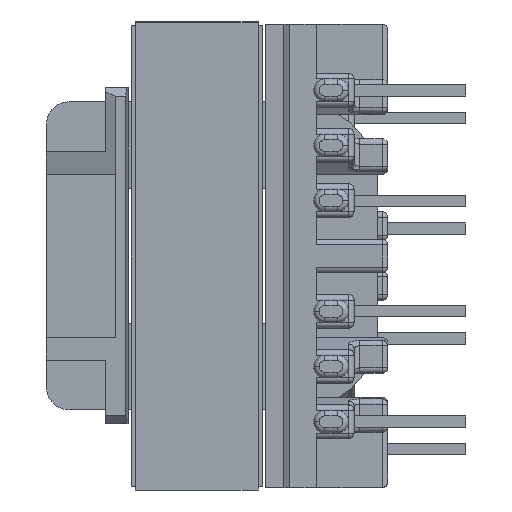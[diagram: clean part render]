
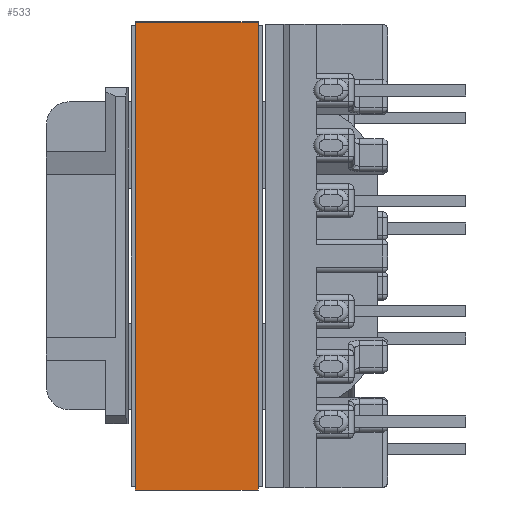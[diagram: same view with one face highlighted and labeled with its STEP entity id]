
A CAD part, left-side view. The second image highlights one B-rep face of the part: STEP entity #533.
In plain terms, the highlighted planar face has unit normal (-1, 0, 0).
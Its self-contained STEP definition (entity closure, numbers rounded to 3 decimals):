
#518 = ORIENTED_EDGE ( 'NONE', *, *, #18706, .F. ) ;
#533 = ADVANCED_FACE ( 'NONE', ( #8896 ), #20020, .T. ) ;
#660 = CARTESIAN_POINT ( 'NONE',  ( -0.16, -20.96, -5.54 ) ) ;
#1757 = VERTEX_POINT ( 'NONE', #660 ) ;
#2957 = LINE ( 'NONE', #23474, #14513 ) ;
#3956 = EDGE_CURVE ( 'NONE', #17367, #1757, #12900, .T. ) ;
#4030 = CARTESIAN_POINT ( 'NONE',  ( -0.16, -20.96, 0. ) ) ;
#4920 = DIRECTION ( 'NONE',  ( 0., 0., 1. ) ) ;
#5527 = EDGE_CURVE ( 'NONE', #11152, #9304, #15970, .T. ) ;
#5892 = DIRECTION ( 'NONE',  ( 0., -1., 0. ) ) ;
#6497 = VECTOR ( 'NONE', #5892, 1000. ) ;
#6758 = ORIENTED_EDGE ( 'NONE', *, *, #21935, .T. ) ;
#6924 = EDGE_LOOP ( 'NONE', ( #17516, #518, #14642, #6758 ) ) ;
#7808 = AXIS2_PLACEMENT_3D ( 'NONE', #14736, #20255, #18553 ) ;
#8896 = FACE_OUTER_BOUND ( 'NONE', #6924, .T. ) ;
#9304 = VERTEX_POINT ( 'NONE', #10671 ) ;
#10671 = CARTESIAN_POINT ( 'NONE',  ( -0.16, -20.96, 0. ) ) ;
#11152 = VERTEX_POINT ( 'NONE', #11679 ) ;
#11679 = CARTESIAN_POINT ( 'NONE',  ( -0.16, 0.16, 0. ) ) ;
#12900 = LINE ( 'NONE', #18013, #14923 ) ;
#14100 = VECTOR ( 'NONE', #4920, 1000. ) ;
#14513 = VECTOR ( 'NONE', #18129, 1000. ) ;
#14642 = ORIENTED_EDGE ( 'NONE', *, *, #3956, .T. ) ;
#14736 = CARTESIAN_POINT ( 'NONE',  ( -0.16, -20.96, -5.54 ) ) ;
#14923 = VECTOR ( 'NONE', #19659, 1000. ) ;
#15244 = LINE ( 'NONE', #17899, #14100 ) ;
#15970 = LINE ( 'NONE', #4030, #6497 ) ;
#17367 = VERTEX_POINT ( 'NONE', #22330 ) ;
#17516 = ORIENTED_EDGE ( 'NONE', *, *, #5527, .F. ) ;
#17899 = CARTESIAN_POINT ( 'NONE',  ( -0.16, 0.16, -5.54 ) ) ;
#18013 = CARTESIAN_POINT ( 'NONE',  ( -0.16, -20.96, -5.54 ) ) ;
#18129 = DIRECTION ( 'NONE',  ( 0., 0., 1. ) ) ;
#18553 = DIRECTION ( 'NONE',  ( 0., -1., 0. ) ) ;
#18706 = EDGE_CURVE ( 'NONE', #17367, #11152, #15244, .T. ) ;
#19659 = DIRECTION ( 'NONE',  ( 0., -1., 0. ) ) ;
#20020 = PLANE ( 'NONE',  #7808 ) ;
#20255 = DIRECTION ( 'NONE',  ( -1., 0., 0. ) ) ;
#21935 = EDGE_CURVE ( 'NONE', #1757, #9304, #2957, .T. ) ;
#22330 = CARTESIAN_POINT ( 'NONE',  ( -0.16, 0.16, -5.54 ) ) ;
#23474 = CARTESIAN_POINT ( 'NONE',  ( -0.16, -20.96, -5.54 ) ) ;
